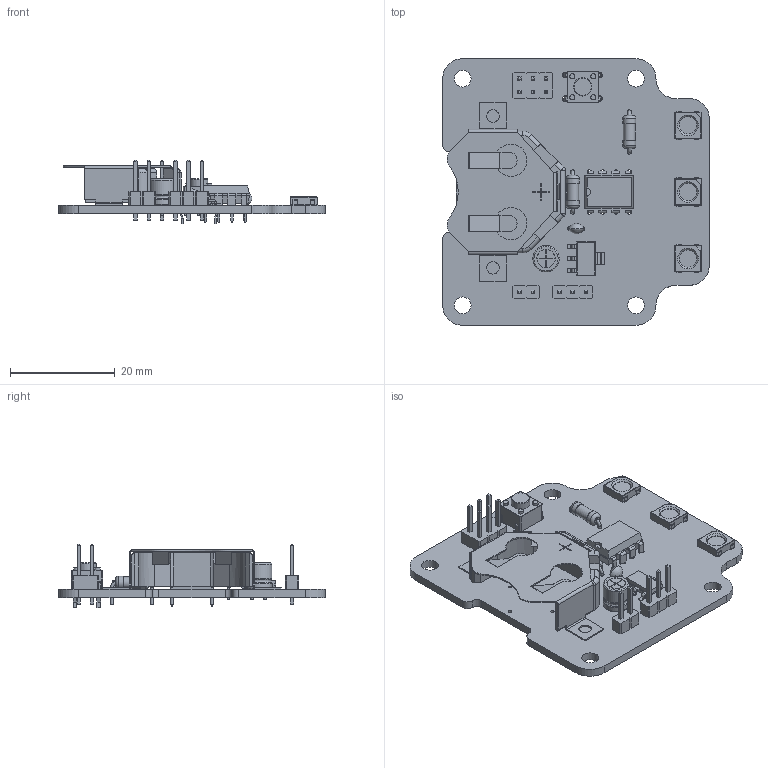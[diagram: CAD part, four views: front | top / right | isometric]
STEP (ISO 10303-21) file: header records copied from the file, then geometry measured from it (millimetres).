
FILE_DESCRIPTION(('KiCad electronic assembly'),'2;1');
FILE_NAME('Tiny_Blinky.step','2020-06-15T00:25:37',('An Author'),( 'A Company'),'Open CASCADE STEP processor 6.9', 'KiCad to STEP converter','Unknown');
FILE_SCHEMA(('AUTOMOTIVE_DESIGN { 1 0 10303 214 1 1 1 1 }'));
Length unit declared in the file: millimetre
Products named in the file (24): Open CASCADE STEP translator 6.9 1; LED_WS2812B_PLCC4_5.0x5.0mm_P3.2mm; SOLID; SW_PUSH_6mm_H5mm; PinHeader_2x03_P2.54mm_Vertical; 3024-2_ksu; PinHeader_1x02_P2.54mm_Vertical; CP_Radial_D5.0mm_P2.50mm; C_Disc_D3.0mm_W2.0mm_P2.50mm; PinHeader_1x03_P2.54mm_Vertical; R_Axial_DIN0207_L6.3mm_D2.5mm_P7.62mm_Horizontal; SOT-223; DIP-8_W7.62mm; COMPOUND
Assembly tree (26 placements, depth 3):
  Open CASCADE STEP translator 6.9 1
    LED_WS2812B_PLCC4_5.0x5.0mm_P3.2mm  x3
      SOLID
    SW_PUSH_6mm_H5mm
      SOLID
    PinHeader_2x03_P2.54mm_Vertical
      SOLID
    3024-2_ksu
      SOLID
    PinHeader_1x02_P2.54mm_Vertical
      SOLID
    CP_Radial_D5.0mm_P2.50mm
      SOLID
    C_Disc_D3.0mm_W2.0mm_P2.50mm
      SOLID
    PinHeader_1x03_P2.54mm_Vertical
      SOLID
    R_Axial_DIN0207_L6.3mm_D2.5mm_P7.62mm_Horizontal  x2
      SOLID
    SOT-223
      SOLID
    DIP-8_W7.62mm
      SOLID
    COMPOUND
Bounding box: 50.8 x 50.8 x 12.04 mm (x, y, z)
Volume: 5305.4 mm3; surface area: 8969.5 mm2
Topology: 15 solids, 16 shells, 1097 faces, 2886 edges, 1843 vertices
Faces by surface type: plane 765, cylinder 263, bspline 42, torus 13, revolution 7, sphere 4, cone 3
Full cylindrical faces by diameter (mm): 0.5 x4, 0.6 x4, 0.635 x5, 0.8 x16, 1 x15, 1.1 x4, 1.905 x2, 2.25 x2, 2.362 x2, 2.5 x4, 3.2 x4, 3.333 x3, 3.5 x1
Entity records: 72069 total; most frequent: CARTESIAN_POINT 15708, DIRECTION 9327, LINE 6249, VECTOR 6249, ORIENTED_EDGE 4914, PCURVE 4914, DEFINITIONAL_REPRESENTATION 4914, EDGE_CURVE 2457
